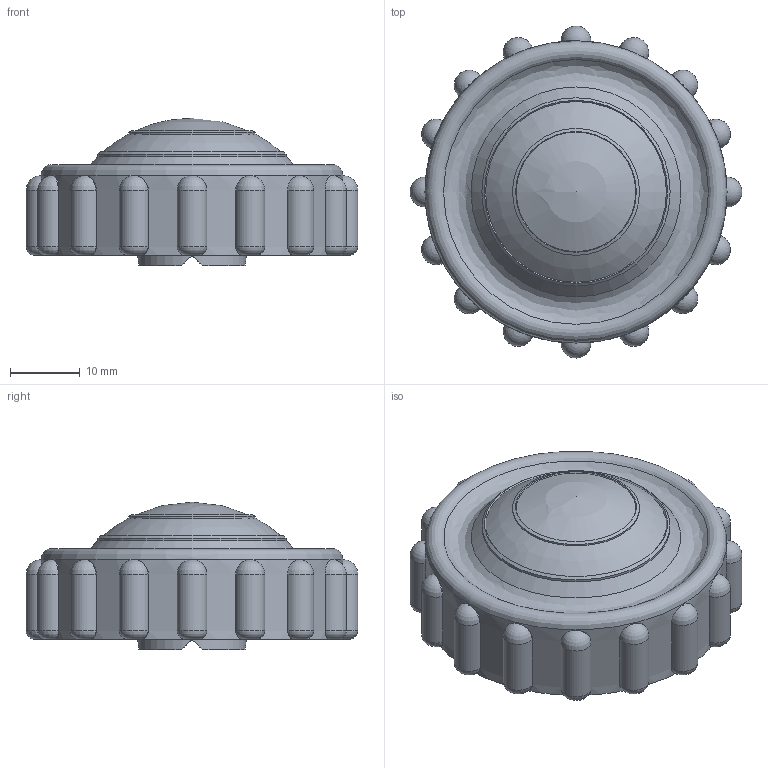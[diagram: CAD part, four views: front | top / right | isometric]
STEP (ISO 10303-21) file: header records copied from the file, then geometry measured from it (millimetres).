
FILE_DESCRIPTION(('FreeCAD Model'),'2;1');
FILE_NAME('Open CASCADE Shape Model','2022-03-09T16:06:06',('Author'),( ''),'Open CASCADE STEP processor 7.5','FreeCAD','Unknown');
FILE_SCHEMA(('AUTOMOTIVE_DESIGN { 1 0 10303 214 1 1 1 1 }'));
Length unit declared in the file: millimetre
Products named in the file (3): Molette_suspension_S6V; Partie plastique; Partie metal
Assembly tree (2 placements, depth 2):
  Molette_suspension_S6V
    Partie plastique
    Partie metal
Bounding box: 47.59 x 47.59 x 21.15 mm (x, y, z)
Volume: 19130.3 mm3; surface area: 8506.6 mm2
Topology: 2 solids, 2 shells, 136 faces, 411 edges, 281 vertices
Faces by surface type: revolution 66, plane 34, cylinder 29, sphere 5, cone 2
Full cylindrical faces by diameter (mm): 8 x1, 15.5 x2, 18.2 x1, 20.4 x1, 27 x1, 30 x1, 38.15 x1, 43.3 x1
Entity records: 16298 total; most frequent: CARTESIAN_POINT 8409, DIRECTION 1416, ORIENTED_EDGE 820, PCURVE 820, DEFINITIONAL_REPRESENTATION 820, LINE 552, VECTOR 552, EDGE_CURVE 410
